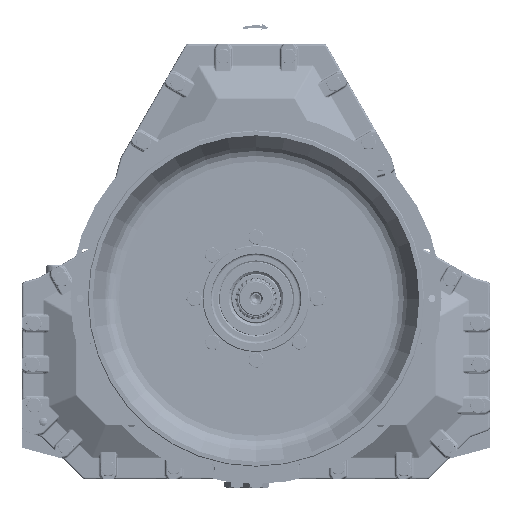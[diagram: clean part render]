
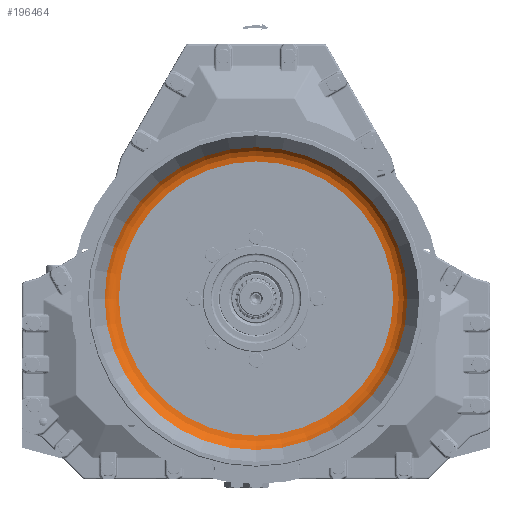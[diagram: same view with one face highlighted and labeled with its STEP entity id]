
A CAD part, top view. The second image highlights one B-rep face of the part: STEP entity #196464.
In plain terms, the highlighted toroidal (fillet/blend) face has major radius 167.014 mm and minor radius 20 mm.
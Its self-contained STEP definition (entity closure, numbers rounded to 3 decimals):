
#12037 = CARTESIAN_POINT ( 'NONE',  ( -184.334, 0., 30. ) ) ;
#16727 = DIRECTION ( 'NONE',  ( 0., 0., -1. ) ) ;
#23912 = FACE_OUTER_BOUND ( 'NONE', #83867, .T. ) ;
#25030 = AXIS2_PLACEMENT_3D ( 'NONE', #53889, #251529, #133302 ) ;
#29697 = ORIENTED_EDGE ( 'NONE', *, *, #148690, .F. ) ;
#40342 = CARTESIAN_POINT ( 'NONE',  ( -167.014, 0., 20. ) ) ;
#47763 = ORIENTED_EDGE ( 'NONE', *, *, #181954, .T. ) ;
#53889 = CARTESIAN_POINT ( 'NONE',  ( 0., 0., 40. ) ) ;
#83867 = EDGE_LOOP ( 'NONE', ( #29697 ) ) ;
#91607 = DIRECTION ( 'NONE',  ( 0., 0., -1. ) ) ;
#122110 = EDGE_LOOP ( 'NONE', ( #47763 ) ) ;
#133302 = DIRECTION ( 'NONE',  ( -1., 0., 0. ) ) ;
#134972 = CARTESIAN_POINT ( 'NONE',  ( 0., 0., 20. ) ) ;
#139720 = CIRCLE ( 'NONE', #166226, 184.334 ) ;
#146739 = VERTEX_POINT ( 'NONE', #40342 ) ;
#148690 = EDGE_CURVE ( 'NONE', #156542, #156542, #139720, .T. ) ;
#154879 = DIRECTION ( 'NONE',  ( -1., 0., 0. ) ) ;
#156542 = VERTEX_POINT ( 'NONE', #12037 ) ;
#166226 = AXIS2_PLACEMENT_3D ( 'NONE', #209827, #91607, #229706 ) ;
#181954 = EDGE_CURVE ( 'NONE', #146739, #146739, #241558, .T. ) ;
#183480 = AXIS2_PLACEMENT_3D ( 'NONE', #134972, #16727, #154879 ) ;
#196464 = ADVANCED_FACE ( 'NONE', ( #23912, #227745 ), #209129, .F. ) ;
#209129 = TOROIDAL_SURFACE ( 'NONE', #25030, 167.014, 20. ) ;
#209827 = CARTESIAN_POINT ( 'NONE',  ( 0., 0., 30. ) ) ;
#227745 = FACE_OUTER_BOUND ( 'NONE', #122110, .T. ) ;
#229706 = DIRECTION ( 'NONE',  ( -1., 0., 0. ) ) ;
#241558 = CIRCLE ( 'NONE', #183480, 167.014 ) ;
#251529 = DIRECTION ( 'NONE',  ( 0., 0., -1. ) ) ;
